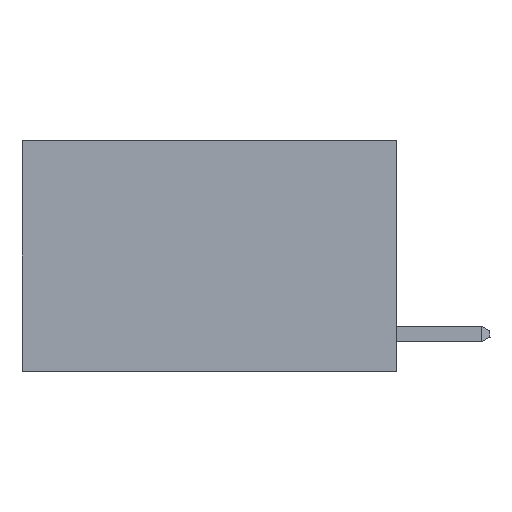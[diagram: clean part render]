
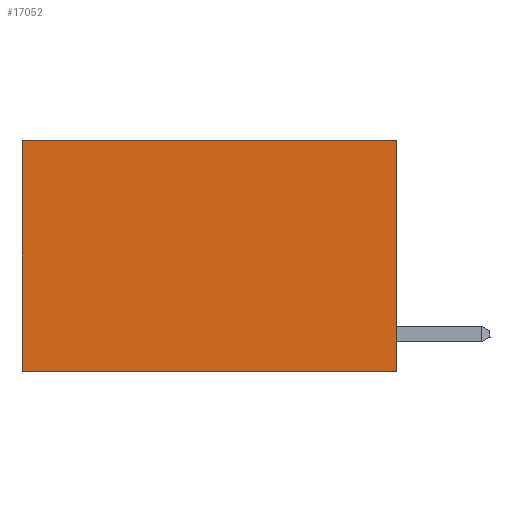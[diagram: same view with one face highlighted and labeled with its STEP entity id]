
A CAD part, left-side view. The second image highlights one B-rep face of the part: STEP entity #17052.
In plain terms, the highlighted planar face has unit normal (-1, 0, 0).
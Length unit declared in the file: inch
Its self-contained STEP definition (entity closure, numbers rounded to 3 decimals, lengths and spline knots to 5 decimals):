
#449 = AXIS2_PLACEMENT_3D ( 'NONE', #15907, #7893, #17255 ) ;
#1668 = CARTESIAN_POINT ( 'NONE',  ( 0.2625, 0.6, 0. ) ) ;
#1939 = EDGE_CURVE ( 'NONE', #16128, #5110, #8412, .T. ) ;
#2586 = VERTEX_POINT ( 'NONE', #11416 ) ;
#3662 = EDGE_CURVE ( 'NONE', #2586, #5110, #14627, .T. ) ;
#4257 = FACE_OUTER_BOUND ( 'NONE', #5848, .T. ) ;
#5036 = ORIENTED_EDGE ( 'NONE', *, *, #6310, .F. ) ;
#5110 = VERTEX_POINT ( 'NONE', #14381 ) ;
#5395 = ORIENTED_EDGE ( 'NONE', *, *, #1939, .T. ) ;
#5848 = EDGE_LOOP ( 'NONE', ( #5395, #7623, #5036, #14065 ) ) ;
#6310 = EDGE_CURVE ( 'NONE', #8586, #2586, #15178, .T. ) ;
#6816 = DIRECTION ( 'NONE',  ( 0., 1., 0. ) ) ;
#7101 = LINE ( 'NONE', #10841, #7533 ) ;
#7511 = VECTOR ( 'NONE', #14987, 39.37008 ) ;
#7533 = VECTOR ( 'NONE', #6816, 39.37008 ) ;
#7623 = ORIENTED_EDGE ( 'NONE', *, *, #3662, .F. ) ;
#7893 = DIRECTION ( 'NONE',  ( 1., 0., 0. ) ) ;
#8071 = VECTOR ( 'NONE', #14105, 39.37008 ) ;
#8412 = LINE ( 'NONE', #1668, #15107 ) ;
#8586 = VERTEX_POINT ( 'NONE', #16634 ) ;
#10841 = CARTESIAN_POINT ( 'NONE',  ( 0.2625, 0., 0. ) ) ;
#11416 = CARTESIAN_POINT ( 'NONE',  ( 0.2625, 0., -0.37 ) ) ;
#13140 = PLANE ( 'NONE',  #449 ) ;
#13626 = CARTESIAN_POINT ( 'NONE',  ( 0.2625, 0., -0.37 ) ) ;
#14065 = ORIENTED_EDGE ( 'NONE', *, *, #15849, .T. ) ;
#14105 = DIRECTION ( 'NONE',  ( 0., 0., -1. ) ) ;
#14381 = CARTESIAN_POINT ( 'NONE',  ( 0.2625, 0.6, -0.37 ) ) ;
#14627 = LINE ( 'NONE', #13626, #7511 ) ;
#14987 = DIRECTION ( 'NONE',  ( 0., 1., 0. ) ) ;
#15107 = VECTOR ( 'NONE', #16565, 39.37008 ) ;
#15178 = LINE ( 'NONE', #16714, #8071 ) ;
#15428 = CARTESIAN_POINT ( 'NONE',  ( 0.2625, 0.6, 0. ) ) ;
#15849 = EDGE_CURVE ( 'NONE', #8586, #16128, #7101, .T. ) ;
#15907 = CARTESIAN_POINT ( 'NONE',  ( 0.2625, 0., 0. ) ) ;
#16128 = VERTEX_POINT ( 'NONE', #15428 ) ;
#16565 = DIRECTION ( 'NONE',  ( 0., 0., -1. ) ) ;
#16634 = CARTESIAN_POINT ( 'NONE',  ( 0.2625, 0., 0. ) ) ;
#16714 = CARTESIAN_POINT ( 'NONE',  ( 0.2625, 0., 0. ) ) ;
#17052 = ADVANCED_FACE ( 'NONE', ( #4257 ), #13140, .F. ) ;
#17255 = DIRECTION ( 'NONE',  ( 0., 0., -1. ) ) ;
